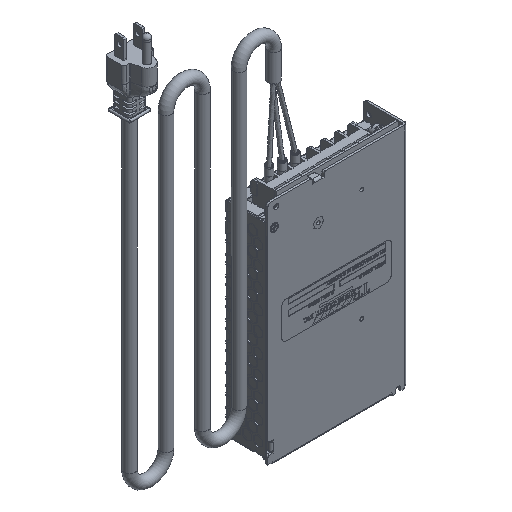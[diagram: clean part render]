
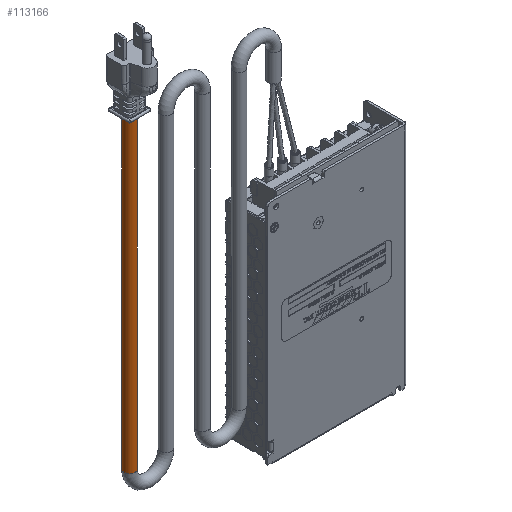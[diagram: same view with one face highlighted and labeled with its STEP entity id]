
A CAD part, isometric view. The second image highlights one B-rep face of the part: STEP entity #113166.
In plain terms, the highlighted cylindrical face has radius 3.873 mm (diameter 7.747 mm), a full revolution.
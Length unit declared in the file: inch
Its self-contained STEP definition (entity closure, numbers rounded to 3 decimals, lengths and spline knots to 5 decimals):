
#5223=CYLINDRICAL_SURFACE('',#119707,0.1525);
#17343=VECTOR('',#138758,1.);
#32217=LINE('',#169988,#17343);
#43277=VERTEX_POINT('',#169985);
#43278=VERTEX_POINT('',#169989);
#46038=CIRCLE('',#119706,0.1525);
#46039=CIRCLE('',#119708,0.1525);
#58713=EDGE_CURVE('',#43277,#43277,#46038,.T.);
#58714=EDGE_CURVE('',#43277,#43278,#32217,.T.);
#58715=EDGE_CURVE('',#43278,#43278,#46039,.T.);
#87456=ORIENTED_EDGE('',*,*,#58713,.F.);
#87457=ORIENTED_EDGE('',*,*,#58714,.T.);
#87458=ORIENTED_EDGE('',*,*,#58715,.T.);
#87459=ORIENTED_EDGE('',*,*,#58714,.F.);
#100064=EDGE_LOOP('',(#87456,#87457,#87458,#87459));
#106907=FACE_BOUND('',#100064,.T.);
#113166=ADVANCED_FACE('',(#106907),#5223,.T.);
#119706=AXIS2_PLACEMENT_3D('',#169986,#138754,#138755);
#119707=AXIS2_PLACEMENT_3D('',#169987,#138756,#138757);
#119708=AXIS2_PLACEMENT_3D('',#169990,#138759,#138760);
#138754=DIRECTION('',(0.,0.,-1.));
#138755=DIRECTION('',(-0.153,0.,0.));
#138756=DIRECTION('',(0.,0.,-1.));
#138757=DIRECTION('',(-0.153,0.,0.));
#138758=DIRECTION('',(0.,0.,1.));
#138759=DIRECTION('',(0.,0.,-1.));
#138760=DIRECTION('',(-0.153,0.,0.));
#169985=CARTESIAN_POINT('',(0.1525,0.,-8.5));
#169986=CARTESIAN_POINT('',(0.,0.,-8.5));
#169987=CARTESIAN_POINT('',(0.,0.,0.));
#169988=CARTESIAN_POINT('',(0.1525,0.,0.));
#169989=CARTESIAN_POINT('',(0.1525,0.,0.));
#169990=CARTESIAN_POINT('',(0.,0.,0.));
